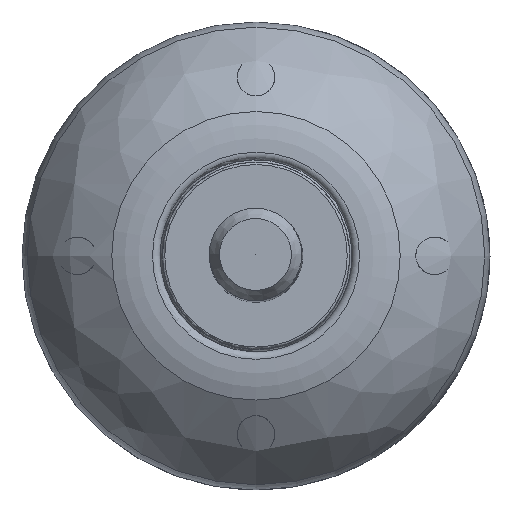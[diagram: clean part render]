
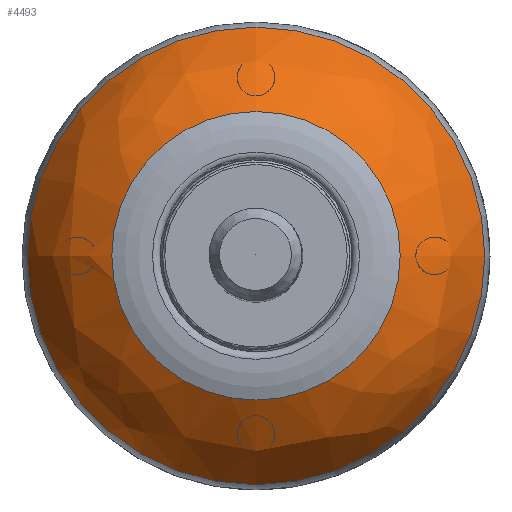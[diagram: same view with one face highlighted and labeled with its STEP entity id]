
A CAD part, top view. The second image highlights one B-rep face of the part: STEP entity #4493.
In plain terms, the highlighted free-form (B-spline) face has degree [2, 2] with [3, 9] control points.
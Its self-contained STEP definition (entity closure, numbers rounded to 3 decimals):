
#830=CIRCLE('',#4988,15.408);
#831=CIRCLE('',#4989,17.474);
#832=CIRCLE('',#4990,24.438);
#1250=FACE_OUTER_BOUND('',#1518,.T.);
#1518=EDGE_LOOP('',(#3557,#3558,#3559,#3560));
#1980=VERTEX_POINT('',#8210);
#1981=VERTEX_POINT('',#8212);
#2548=EDGE_CURVE('',#1980,#1980,#830,.T.);
#2549=EDGE_CURVE('',#1980,#1981,#831,.T.);
#2550=EDGE_CURVE('',#1981,#1981,#832,.T.);
#3557=ORIENTED_EDGE('',*,*,#2548,.T.);
#3558=ORIENTED_EDGE('',*,*,#2549,.T.);
#3559=ORIENTED_EDGE('',*,*,#2550,.F.);
#3560=ORIENTED_EDGE('',*,*,#2549,.F.);
#4371=(
BOUNDED_SURFACE()
B_SPLINE_SURFACE(2,2,((#8183,#8184,#8185,#8186,#8187,#8188,#8189,#8190,
#8191),(#8192,#8193,#8194,#8195,#8196,#8197,#8198,#8199,#8200),(#8201,#8202,
#8203,#8204,#8205,#8206,#8207,#8208,#8209)),.UNSPECIFIED.,.F.,.T.,.F.)
B_SPLINE_SURFACE_WITH_KNOTS((3,3),(3,2,2,2,3),(0.375,1.144),
(-3.142,-1.571,0.,1.571,3.142),
 .UNSPECIFIED.)
GEOMETRIC_REPRESENTATION_ITEM()
RATIONAL_B_SPLINE_SURFACE(((1.,0.707,1.,0.707,1.,
0.707,1.,0.707,1.),(0.927,0.655,
0.927,0.655,0.927,0.655,
0.927,0.655,0.927),(1.,0.707,
1.,0.707,1.,0.707,1.,0.707,1.)))
REPRESENTATION_ITEM('')
SURFACE()
);
#4493=ADVANCED_FACE('',(#1250),#4371,.F.);
#4988=AXIS2_PLACEMENT_3D('',#8211,#5974,#5975);
#4989=AXIS2_PLACEMENT_3D('',#8213,#5976,#5977);
#4990=AXIS2_PLACEMENT_3D('',#8214,#5978,#5979);
#5974=DIRECTION('center_axis',(0.,0.,
-1.));
#5975=DIRECTION('ref_axis',(0.,1.,0.));
#5976=DIRECTION('center_axis',(0.,-1.,0.));
#5977=DIRECTION('ref_axis',(-1.,0.,0.));
#5978=DIRECTION('center_axis',(0.,0.,
-1.));
#5979=DIRECTION('ref_axis',(0.,1.,0.));
#8183=CARTESIAN_POINT('Ctrl Pts',(-24.438,575.95,24.274));
#8184=CARTESIAN_POINT('Ctrl Pts',(-24.438,551.512,24.274));
#8185=CARTESIAN_POINT('Ctrl Pts',(0.,551.512,
24.274));
#8186=CARTESIAN_POINT('Ctrl Pts',(24.438,551.512,24.274));
#8187=CARTESIAN_POINT('Ctrl Pts',(24.438,575.95,24.274));
#8188=CARTESIAN_POINT('Ctrl Pts',(24.438,600.388,24.274));
#8189=CARTESIAN_POINT('Ctrl Pts',(0.,600.388,
24.274));
#8190=CARTESIAN_POINT('Ctrl Pts',(-24.438,600.388,24.274));
#8191=CARTESIAN_POINT('Ctrl Pts',(-24.438,575.95,24.274));
#8192=CARTESIAN_POINT('Ctrl Pts',(-21.847,575.95,30.855));
#8193=CARTESIAN_POINT('Ctrl Pts',(-21.847,554.103,30.855));
#8194=CARTESIAN_POINT('Ctrl Pts',(0.,554.103,
30.855));
#8195=CARTESIAN_POINT('Ctrl Pts',(21.847,554.103,30.855));
#8196=CARTESIAN_POINT('Ctrl Pts',(21.847,575.95,30.855));
#8197=CARTESIAN_POINT('Ctrl Pts',(21.847,597.797,30.855));
#8198=CARTESIAN_POINT('Ctrl Pts',(0.,597.797,
30.855));
#8199=CARTESIAN_POINT('Ctrl Pts',(-21.847,597.797,30.855));
#8200=CARTESIAN_POINT('Ctrl Pts',(-21.847,575.95,30.855));
#8201=CARTESIAN_POINT('Ctrl Pts',(-15.408,575.95,33.781));
#8202=CARTESIAN_POINT('Ctrl Pts',(-15.408,560.542,33.781));
#8203=CARTESIAN_POINT('Ctrl Pts',(0.,560.542,
33.781));
#8204=CARTESIAN_POINT('Ctrl Pts',(15.408,560.542,33.781));
#8205=CARTESIAN_POINT('Ctrl Pts',(15.408,575.95,33.781));
#8206=CARTESIAN_POINT('Ctrl Pts',(15.408,591.358,33.781));
#8207=CARTESIAN_POINT('Ctrl Pts',(0.,591.358,
33.781));
#8208=CARTESIAN_POINT('Ctrl Pts',(-15.408,591.358,33.781));
#8209=CARTESIAN_POINT('Ctrl Pts',(-15.408,575.95,33.781));
#8210=CARTESIAN_POINT('',(-15.408,575.95,33.781));
#8211=CARTESIAN_POINT('Origin',(0.,575.95,33.781));
#8212=CARTESIAN_POINT('',(-24.438,575.95,24.274));
#8213=CARTESIAN_POINT('Origin',(-8.179,575.95,17.873));
#8214=CARTESIAN_POINT('Origin',(0.,575.95,24.274));
